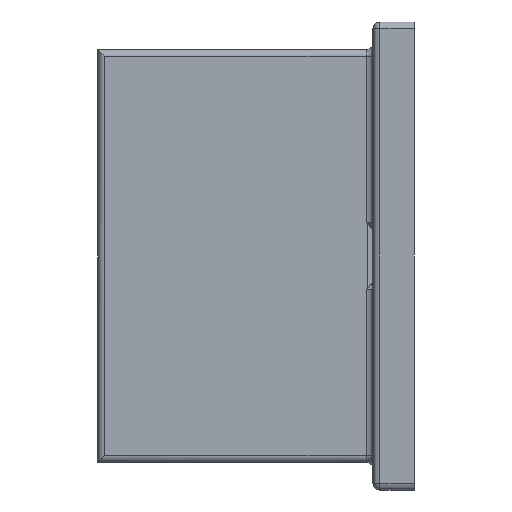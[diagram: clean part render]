
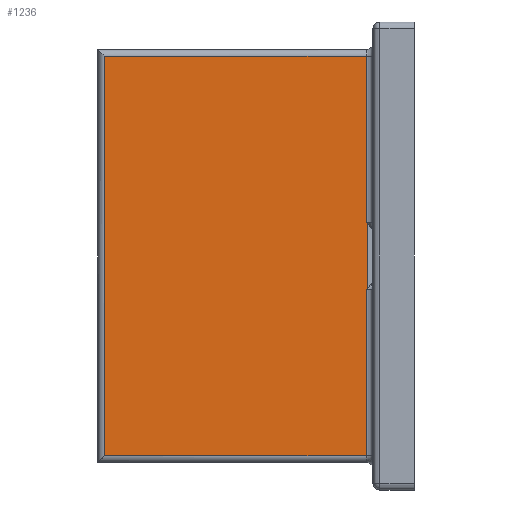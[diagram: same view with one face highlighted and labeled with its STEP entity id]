
A CAD part, left-side view. The second image highlights one B-rep face of the part: STEP entity #1236.
In plain terms, the highlighted planar face has unit normal (-1, 0, 0).
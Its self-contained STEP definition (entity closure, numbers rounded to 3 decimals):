
#24 = CARTESIAN_POINT ( 'NONE',  ( -11.45, 15., 75. ) ) ;
#28 = CARTESIAN_POINT ( 'NONE',  ( -11.45, 17.331, 12. ) ) ;
#47 = VECTOR ( 'NONE', #1735, 1000. ) ;
#79 = CARTESIAN_POINT ( 'NONE',  ( -11.45, 17.5, 75. ) ) ;
#96 = DIRECTION ( 'NONE',  ( 0., 0., 1. ) ) ;
#99 = DIRECTION ( 'NONE',  ( 0., 0., 1. ) ) ;
#100 = EDGE_CURVE ( 'NONE', #269, #780, #1698, .T. ) ;
#105 = ORIENTED_EDGE ( 'NONE', *, *, #1590, .T. ) ;
#125 = VECTOR ( 'NONE', #1114, 1000. ) ;
#130 = AXIS2_PLACEMENT_3D ( 'NONE', #24, #2332, #525 ) ;
#174 = CARTESIAN_POINT ( 'NONE',  ( -11.45, 17.5, -12. ) ) ;
#194 = LINE ( 'NONE', #1952, #125 ) ;
#217 = CARTESIAN_POINT ( 'NONE',  ( -11.45, 115., 72.5 ) ) ;
#264 = EDGE_CURVE ( 'NONE', #905, #1469, #2301, .T. ) ;
#269 = VERTEX_POINT ( 'NONE', #1550 ) ;
#309 = B_SPLINE_CURVE_WITH_KNOTS ( 'NONE', 3,
 ( #776, #1651, #28, #1287 ),
 .UNSPECIFIED., .F., .F.,
 ( 4, 4 ),
 ( 0.002, 0.003 ),
 .UNSPECIFIED. ) ;
#347 = CARTESIAN_POINT ( 'NONE',  ( -11.45, 17., -11.95 ) ) ;
#455 = CARTESIAN_POINT ( 'NONE',  ( -11.45, 17., 75. ) ) ;
#499 = VECTOR ( 'NONE', #96, 1000. ) ;
#525 = DIRECTION ( 'NONE',  ( 0., 1., 0. ) ) ;
#531 = CARTESIAN_POINT ( 'NONE',  ( -11.45, 112.5, 75. ) ) ;
#563 = FACE_OUTER_BOUND ( 'NONE', #1857, .T. ) ;
#646 = EDGE_CURVE ( 'NONE', #1300, #2146, #1901, .T. ) ;
#662 = DIRECTION ( 'NONE',  ( 0., 0., -1. ) ) ;
#694 = VECTOR ( 'NONE', #746, 1000. ) ;
#712 = LINE ( 'NONE', #217, #694 ) ;
#746 = DIRECTION ( 'NONE',  ( 0., 1., 0. ) ) ;
#767 = ORIENTED_EDGE ( 'NONE', *, *, #973, .T. ) ;
#776 = CARTESIAN_POINT ( 'NONE',  ( -11.45, 17., 11.95 ) ) ;
#780 = VERTEX_POINT ( 'NONE', #174 ) ;
#806 = CARTESIAN_POINT ( 'NONE',  ( -11.45, 112.5, 72.5 ) ) ;
#813 = ORIENTED_EDGE ( 'NONE', *, *, #100, .T. ) ;
#815 = CARTESIAN_POINT ( 'NONE',  ( -11.45, 112.5, -72.5 ) ) ;
#821 = EDGE_CURVE ( 'NONE', #1469, #269, #194, .T. ) ;
#864 = ORIENTED_EDGE ( 'NONE', *, *, #646, .T. ) ;
#875 = CARTESIAN_POINT ( 'NONE',  ( -11.45, 17.5, 75. ) ) ;
#881 = ORIENTED_EDGE ( 'NONE', *, *, #2169, .T. ) ;
#905 = VERTEX_POINT ( 'NONE', #806 ) ;
#973 = EDGE_CURVE ( 'NONE', #2007, #2285, #1298, .T. ) ;
#1114 = DIRECTION ( 'NONE',  ( 0., -1., 0. ) ) ;
#1131 = CARTESIAN_POINT ( 'NONE',  ( -11.45, 17.5, 12. ) ) ;
#1135 = B_SPLINE_CURVE_WITH_KNOTS ( 'NONE', 3,
 ( #1265, #2150, #1243, #1449 ),
 .UNSPECIFIED., .F., .F.,
 ( 4, 4 ),
 ( 0., 0.001 ),
 .UNSPECIFIED. ) ;
#1171 = ORIENTED_EDGE ( 'NONE', *, *, #821, .T. ) ;
#1212 = EDGE_CURVE ( 'NONE', #2146, #905, #712, .T. ) ;
#1236 = ADVANCED_FACE ( 'NONE', ( #563 ), #1620, .F. ) ;
#1243 = CARTESIAN_POINT ( 'NONE',  ( -11.45, 17.164, -11.983 ) ) ;
#1265 = CARTESIAN_POINT ( 'NONE',  ( -11.45, 17.5, -12. ) ) ;
#1287 = CARTESIAN_POINT ( 'NONE',  ( -11.45, 17.5, 12. ) ) ;
#1298 = LINE ( 'NONE', #455, #2263 ) ;
#1300 = VERTEX_POINT ( 'NONE', #1131 ) ;
#1449 = CARTESIAN_POINT ( 'NONE',  ( -11.45, 17., -11.95 ) ) ;
#1469 = VERTEX_POINT ( 'NONE', #815 ) ;
#1550 = CARTESIAN_POINT ( 'NONE',  ( -11.45, 17.5, -72.5 ) ) ;
#1574 = ORIENTED_EDGE ( 'NONE', *, *, #1212, .T. ) ;
#1590 = EDGE_CURVE ( 'NONE', #780, #2007, #1135, .T. ) ;
#1620 = PLANE ( 'NONE',  #130 ) ;
#1651 = CARTESIAN_POINT ( 'NONE',  ( -11.45, 17.165, 11.983 ) ) ;
#1698 = LINE ( 'NONE', #79, #499 ) ;
#1735 = DIRECTION ( 'NONE',  ( 0., 0., 1. ) ) ;
#1770 = ORIENTED_EDGE ( 'NONE', *, *, #264, .T. ) ;
#1807 = CARTESIAN_POINT ( 'NONE',  ( -11.45, 17., 11.95 ) ) ;
#1825 = CARTESIAN_POINT ( 'NONE',  ( -11.45, 17.5, 72.5 ) ) ;
#1856 = VECTOR ( 'NONE', #662, 1000. ) ;
#1857 = EDGE_LOOP ( 'NONE', ( #105, #767, #881, #864, #1574, #1770, #1171, #813 ) ) ;
#1901 = LINE ( 'NONE', #875, #47 ) ;
#1952 = CARTESIAN_POINT ( 'NONE',  ( -11.45, 15., -72.5 ) ) ;
#2007 = VERTEX_POINT ( 'NONE', #347 ) ;
#2146 = VERTEX_POINT ( 'NONE', #1825 ) ;
#2150 = CARTESIAN_POINT ( 'NONE',  ( -11.45, 17.33, -12. ) ) ;
#2169 = EDGE_CURVE ( 'NONE', #2285, #1300, #309, .T. ) ;
#2263 = VECTOR ( 'NONE', #99, 1000. ) ;
#2285 = VERTEX_POINT ( 'NONE', #1807 ) ;
#2301 = LINE ( 'NONE', #531, #1856 ) ;
#2332 = DIRECTION ( 'NONE',  ( 1., 0., 0. ) ) ;
